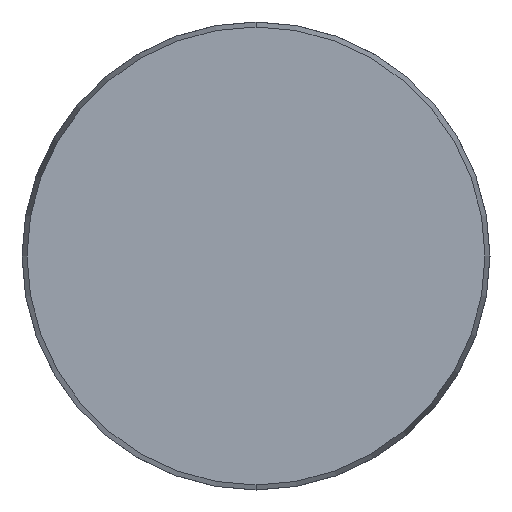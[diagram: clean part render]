
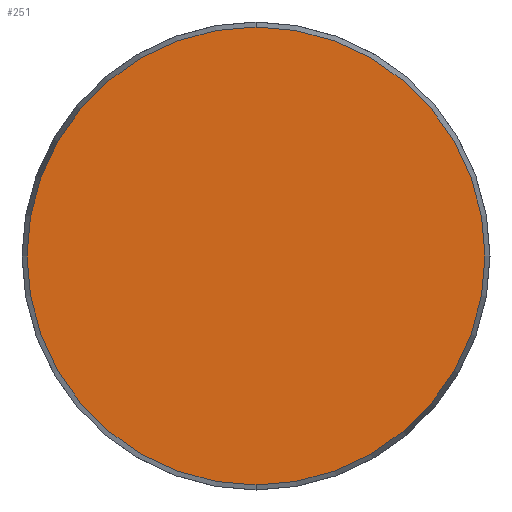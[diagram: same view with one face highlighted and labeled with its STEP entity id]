
A CAD part, front view. The second image highlights one B-rep face of the part: STEP entity #251.
In plain terms, the highlighted planar face has unit normal (0, -1, 0).
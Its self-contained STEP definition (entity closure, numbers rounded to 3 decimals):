
#28 = CIRCLE ( 'NONE', #1052, 39.143 ) ;
#165 = DIRECTION ( 'NONE',  ( 0., -1., 0. ) ) ;
#169 = CARTESIAN_POINT ( 'NONE',  ( 0., 0., 0. ) ) ;
#184 = DIRECTION ( 'NONE',  ( 0., 0., -1. ) ) ;
#251 = ADVANCED_FACE ( 'NONE', ( #364 ), #544, .F. ) ;
#262 = EDGE_CURVE ( 'NONE', #283, #843, #818, .T. ) ;
#267 = DIRECTION ( 'NONE',  ( 0., -1., 0. ) ) ;
#279 = DIRECTION ( 'NONE',  ( 0., 0., -1. ) ) ;
#283 = VERTEX_POINT ( 'NONE', #725 ) ;
#358 = CARTESIAN_POINT ( 'NONE',  ( -39.143, 0., 0. ) ) ;
#363 = ORIENTED_EDGE ( 'NONE', *, *, #262, .T. ) ;
#364 = FACE_OUTER_BOUND ( 'NONE', #784, .T. ) ;
#448 = DIRECTION ( 'NONE',  ( 0., 1., 0. ) ) ;
#493 = ORIENTED_EDGE ( 'NONE', *, *, #656, .T. ) ;
#544 = PLANE ( 'NONE',  #1098 ) ;
#655 = CARTESIAN_POINT ( 'NONE',  ( 0., 0., -39.143 ) ) ;
#656 = EDGE_CURVE ( 'NONE', #843, #283, #28, .T. ) ;
#725 = CARTESIAN_POINT ( 'NONE',  ( 0., 0., 39.143 ) ) ;
#784 = EDGE_LOOP ( 'NONE', ( #363, #493 ) ) ;
#813 = DIRECTION ( 'NONE',  ( 0., 0., 1. ) ) ;
#818 = CIRCLE ( 'NONE', #910, 39.143 ) ;
#843 = VERTEX_POINT ( 'NONE', #655 ) ;
#910 = AXIS2_PLACEMENT_3D ( 'NONE', #169, #267, #279 ) ;
#1052 = AXIS2_PLACEMENT_3D ( 'NONE', #1090, #165, #184 ) ;
#1090 = CARTESIAN_POINT ( 'NONE',  ( 0., 0., 0. ) ) ;
#1098 = AXIS2_PLACEMENT_3D ( 'NONE', #358, #448, #813 ) ;
